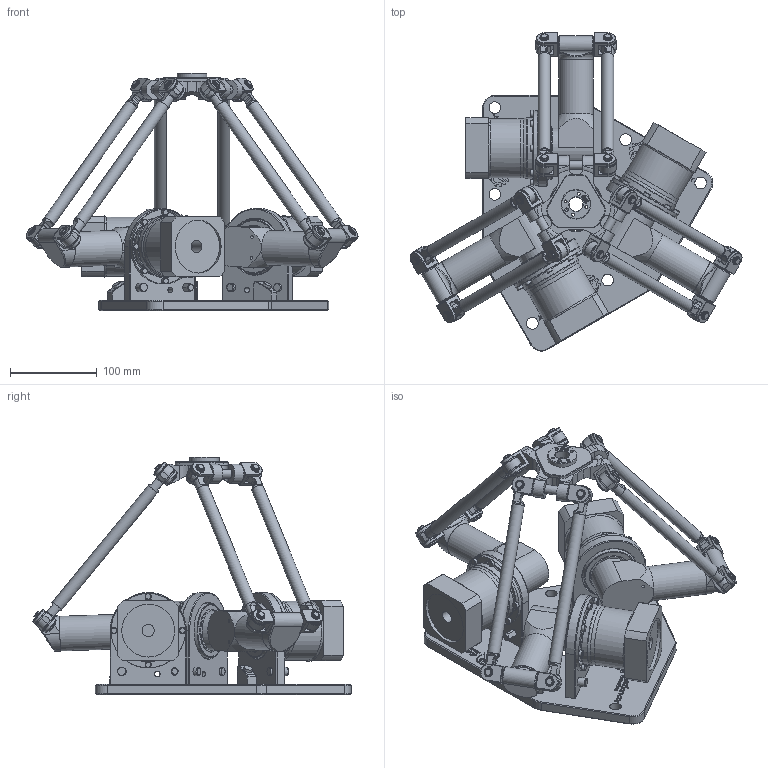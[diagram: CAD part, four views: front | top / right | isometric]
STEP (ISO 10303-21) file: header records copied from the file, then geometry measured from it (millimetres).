
FILE_DESCRIPTION(/* description */ (''),/* implementation_level */ '2;1');
FILE_NAME(/* name */ '3D-model_A_00803.stp',/* time_stamp */ '2021-11-25T13:38:35+01:00',/* author */ ('michael.schutter'),/* organization */ ('Majatronic'),/* preprocessor_version */ 'ST-DEVELOPER v16.5',/* originating_system */ 'Autodesk Inventor 2017',/* authorisation */ '');
FILE_SCHEMA (('AUTOMOTIVE_DESIGN { 1 0 10303 214 3 1 1 }'));
Products named in the file (6): MT_BGR00018003; MT_WST00055493; MT_WST00055511MT_WST; MT_WST00055500MT_WST; MT_WST00055502; MT_WST00055512
Assembly tree (17 placements, depth 2):
  MT_BGR00018003
    MT_WST00055493
    MT_WST00055511MT_WST  x3
    MT_WST00055500MT_WST  x6
    MT_WST00055512  x6
    MT_WST00055502
Bounding box: 382.9 x 366.82 x 274 mm (x, y, z)
Volume: 4806413.2 mm3; surface area: 782189.2 mm2
Topology: 19 solids, 34 shells, 2591 faces, 6250 edges, 3957 vertices
Faces by surface type: plane 1423, cylinder 664, cone 256, bspline 162, torus 86
Full cylindrical faces by diameter (mm): 3.459 x13, 4 x1, 6.5 x3, 7 x24, 8 x57, 10 x28, 12 x12, 13.5 x6, 14 x21, 16 x1, 18 x24, 34 x1, 40 x9, 45 x1, 46 x3, 47.63 x1, 49.448 x3, 60 x4, 61 x3, 64 x6, 68 x3, 70.5 x3, 86 x3
Entity records: 56185 total; most frequent: CARTESIAN_POINT 18348, ORIENTED_EDGE 7528, DIRECTION 7471, EDGE_CURVE 3762, AXIS2_PLACEMENT_3D 2572, VERTEX_POINT 2542, LINE 2327, VECTOR 2327
